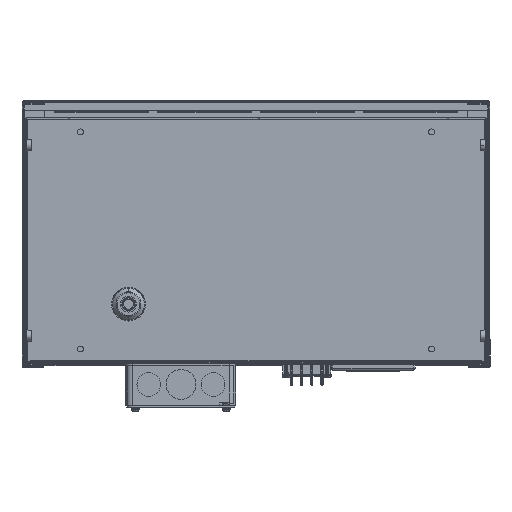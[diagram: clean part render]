
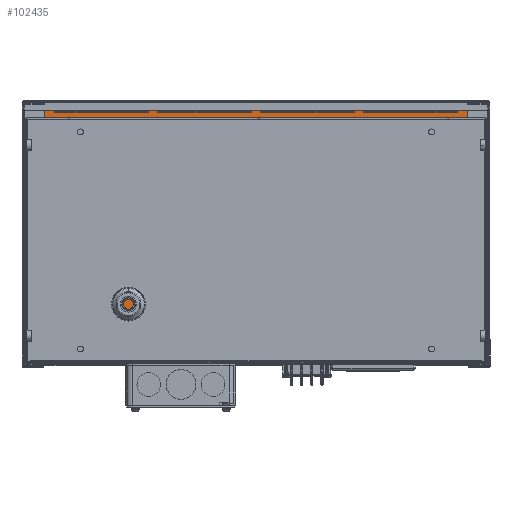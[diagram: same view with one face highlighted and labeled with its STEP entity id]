
A CAD part, front view. The second image highlights one B-rep face of the part: STEP entity #102435.
In plain terms, the highlighted planar face has unit normal (0, -1, 0).
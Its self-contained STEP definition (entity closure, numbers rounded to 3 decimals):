
#3368 = EDGE_CURVE ( 'NONE', #8802, #72881, #93285, .T. ) ;
#4150 = VERTEX_POINT ( 'NONE', #86543 ) ;
#4479 = VERTEX_POINT ( 'NONE', #31312 ) ;
#5745 = PLANE ( 'NONE',  #42237 ) ;
#6634 = CARTESIAN_POINT ( 'NONE',  ( 17.043, 0.205, 9.686 ) ) ;
#8802 = VERTEX_POINT ( 'NONE', #77035 ) ;
#9020 = VECTOR ( 'NONE', #98116, 39.37 ) ;
#9847 = DIRECTION ( 'NONE',  ( -1., 0., 0. ) ) ;
#10067 = CARTESIAN_POINT ( 'NONE',  ( -0.147, 0.205, -0.04 ) ) ;
#10283 = LINE ( 'NONE', #88455, #89877 ) ;
#10832 = DIRECTION ( 'NONE',  ( 0., 0., 1. ) ) ;
#12139 = VERTEX_POINT ( 'NONE', #52392 ) ;
#13411 = VECTOR ( 'NONE', #14011, 39.37 ) ;
#14011 = DIRECTION ( 'NONE',  ( 1., 0., 0. ) ) ;
#16437 = DIRECTION ( 'NONE',  ( 1., 0., 0. ) ) ;
#16619 = CARTESIAN_POINT ( 'NONE',  ( 17.043, 0.205, -0.04 ) ) ;
#16812 = ORIENTED_EDGE ( 'NONE', *, *, #50468, .F. ) ;
#19341 = CARTESIAN_POINT ( 'NONE',  ( -0.157, 0.205, 9.701 ) ) ;
#19709 = VECTOR ( 'NONE', #16437, 39.37 ) ;
#20389 = EDGE_LOOP ( 'NONE', ( #48683, #44153, #92114, #85080, #41021, #95094, #106724, #95051, #45354, #87399, #95753, #16812 ) ) ;
#21451 = EDGE_CURVE ( 'NONE', #72065, #82829, #23361, .T. ) ;
#23361 = LINE ( 'NONE', #65890, #60581 ) ;
#24145 = CARTESIAN_POINT ( 'NONE',  ( 17.093, 0.205, -0.055 ) ) ;
#28805 = LINE ( 'NONE', #30514, #42396 ) ;
#30514 = CARTESIAN_POINT ( 'NONE',  ( -0.147, 0.205, -0.055 ) ) ;
#31312 = CARTESIAN_POINT ( 'NONE',  ( 17.043, 0.205, -0.04 ) ) ;
#31656 = FACE_OUTER_BOUND ( 'NONE', #20389, .T. ) ;
#32374 = VECTOR ( 'NONE', #9847, 39.37 ) ;
#33738 = CARTESIAN_POINT ( 'NONE',  ( -0.157, 0.205, -0.055 ) ) ;
#39559 = VERTEX_POINT ( 'NONE', #74043 ) ;
#41021 = ORIENTED_EDGE ( 'NONE', *, *, #87912, .F. ) ;
#42237 = AXIS2_PLACEMENT_3D ( 'NONE', #24145, #66693, #66133 ) ;
#42396 = VECTOR ( 'NONE', #81075, 39.37 ) ;
#44153 = ORIENTED_EDGE ( 'NONE', *, *, #3368, .F. ) ;
#44424 = LINE ( 'NONE', #71368, #32374 ) ;
#44817 = CARTESIAN_POINT ( 'NONE',  ( 17.053, 0.205, -0.055 ) ) ;
#45354 = ORIENTED_EDGE ( 'NONE', *, *, #72314, .F. ) ;
#47075 = VECTOR ( 'NONE', #76977, 39.37 ) ;
#48683 = ORIENTED_EDGE ( 'NONE', *, *, #81727, .F. ) ;
#49044 = CARTESIAN_POINT ( 'NONE',  ( 17.053, 0.205, 9.701 ) ) ;
#49432 = CARTESIAN_POINT ( 'NONE',  ( 17.043, 0.205, -0.08 ) ) ;
#50468 = EDGE_CURVE ( 'NONE', #81482, #39559, #44424, .T. ) ;
#52141 = VERTEX_POINT ( 'NONE', #60201 ) ;
#52392 = CARTESIAN_POINT ( 'NONE',  ( -0.147, 0.205, 9.686 ) ) ;
#52686 = DIRECTION ( 'NONE',  ( 0., 0., -1. ) ) ;
#52901 = EDGE_CURVE ( 'NONE', #4479, #4150, #113169, .T. ) ;
#53759 = LINE ( 'NONE', #60701, #113299 ) ;
#59061 = VERTEX_POINT ( 'NONE', #75118 ) ;
#60201 = CARTESIAN_POINT ( 'NONE',  ( -0.147, 0.205, 9.701 ) ) ;
#60581 = VECTOR ( 'NONE', #93435, 39.37 ) ;
#60701 = CARTESIAN_POINT ( 'NONE',  ( -0.147, 0.205, 9.726 ) ) ;
#63071 = CARTESIAN_POINT ( 'NONE',  ( -0.197, 0.205, 9.701 ) ) ;
#64264 = VERTEX_POINT ( 'NONE', #6634 ) ;
#64592 = CARTESIAN_POINT ( 'NONE',  ( 17.043, 0.205, 9.701 ) ) ;
#65890 = CARTESIAN_POINT ( 'NONE',  ( -0.157, 0.205, -0.055 ) ) ;
#66133 = DIRECTION ( 'NONE',  ( -1., 0., 0. ) ) ;
#66693 = DIRECTION ( 'NONE',  ( 0., 1., 0. ) ) ;
#68185 = CARTESIAN_POINT ( 'NONE',  ( -0.147, 0.205, 9.686 ) ) ;
#68221 = VECTOR ( 'NONE', #52686, 39.37 ) ;
#69393 = DIRECTION ( 'NONE',  ( 0., 0., -1. ) ) ;
#69758 = EDGE_CURVE ( 'NONE', #82829, #52141, #74542, .T. ) ;
#71368 = CARTESIAN_POINT ( 'NONE',  ( 17.093, 0.205, -0.055 ) ) ;
#72065 = VERTEX_POINT ( 'NONE', #33738 ) ;
#72314 = EDGE_CURVE ( 'NONE', #4150, #59061, #88811, .T. ) ;
#72881 = VERTEX_POINT ( 'NONE', #49044 ) ;
#74043 = CARTESIAN_POINT ( 'NONE',  ( 17.043, 0.205, -0.055 ) ) ;
#74419 = VECTOR ( 'NONE', #69393, 39.37 ) ;
#74446 = EDGE_CURVE ( 'NONE', #59061, #72065, #28805, .T. ) ;
#74542 = LINE ( 'NONE', #63071, #9020 ) ;
#75118 = CARTESIAN_POINT ( 'NONE',  ( -0.147, 0.205, -0.055 ) ) ;
#76977 = DIRECTION ( 'NONE',  ( -1., 0., 0. ) ) ;
#77035 = CARTESIAN_POINT ( 'NONE',  ( 17.043, 0.205, 9.701 ) ) ;
#81075 = DIRECTION ( 'NONE',  ( -1., 0., 0. ) ) ;
#81482 = VERTEX_POINT ( 'NONE', #44817 ) ;
#81727 = EDGE_CURVE ( 'NONE', #72881, #81482, #113056, .T. ) ;
#82829 = VERTEX_POINT ( 'NONE', #19341 ) ;
#84452 = DIRECTION ( 'NONE',  ( 0., 0., 1. ) ) ;
#85080 = ORIENTED_EDGE ( 'NONE', *, *, #87743, .F. ) ;
#85807 = VECTOR ( 'NONE', #84452, 39.37 ) ;
#86543 = CARTESIAN_POINT ( 'NONE',  ( -0.147, 0.205, -0.04 ) ) ;
#87399 = ORIENTED_EDGE ( 'NONE', *, *, #52901, .F. ) ;
#87743 = EDGE_CURVE ( 'NONE', #12139, #64264, #111841, .T. ) ;
#87912 = EDGE_CURVE ( 'NONE', #52141, #12139, #53759, .T. ) ;
#88455 = CARTESIAN_POINT ( 'NONE',  ( 17.043, 0.205, 9.686 ) ) ;
#88480 = EDGE_CURVE ( 'NONE', #39559, #4479, #108599, .T. ) ;
#88811 = LINE ( 'NONE', #10067, #68221 ) ;
#89877 = VECTOR ( 'NONE', #10832, 39.37 ) ;
#92114 = ORIENTED_EDGE ( 'NONE', *, *, #93034, .F. ) ;
#93034 = EDGE_CURVE ( 'NONE', #64264, #8802, #10283, .T. ) ;
#93285 = LINE ( 'NONE', #64592, #13411 ) ;
#93435 = DIRECTION ( 'NONE',  ( 0., 0., 1. ) ) ;
#95051 = ORIENTED_EDGE ( 'NONE', *, *, #74446, .F. ) ;
#95094 = ORIENTED_EDGE ( 'NONE', *, *, #69758, .F. ) ;
#95723 = DIRECTION ( 'NONE',  ( 0., 0., -1. ) ) ;
#95753 = ORIENTED_EDGE ( 'NONE', *, *, #88480, .F. ) ;
#98116 = DIRECTION ( 'NONE',  ( 1., 0., 0. ) ) ;
#102435 = ADVANCED_FACE ( 'NONE', ( #31656 ), #5745, .F. ) ;
#106724 = ORIENTED_EDGE ( 'NONE', *, *, #21451, .F. ) ;
#108599 = LINE ( 'NONE', #49432, #85807 ) ;
#111841 = LINE ( 'NONE', #68185, #19709 ) ;
#111905 = CARTESIAN_POINT ( 'NONE',  ( 17.053, 0.205, 9.701 ) ) ;
#113056 = LINE ( 'NONE', #111905, #74419 ) ;
#113169 = LINE ( 'NONE', #16619, #47075 ) ;
#113299 = VECTOR ( 'NONE', #95723, 39.37 ) ;
